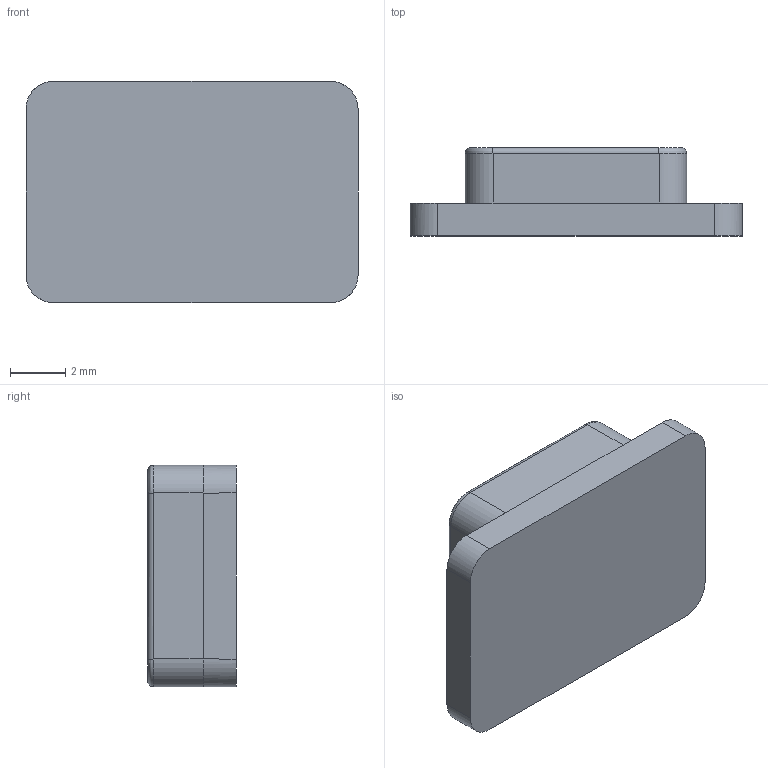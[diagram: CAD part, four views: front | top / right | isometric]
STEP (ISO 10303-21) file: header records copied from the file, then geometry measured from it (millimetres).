
FILE_DESCRIPTION(/* description */ (''),/* implementation_level */ '2;1');
FILE_NAME(/* name */ 'S10E-MODEL-C-SWITCH',/* time_stamp */ '2023-08-31T16:21:36+08:00',/* author */ (''),/* organization */ (''),/* preprocessor_version */ 'ST-DEVELOPER v16.5',/* originating_system */ 'Rhino 7.26',/* authorisation */ '');
FILE_SCHEMA (('AUTOMOTIVE_DESIGN'));
Length unit declared in the file: millimetre
Products named in the file (1): Document
Bounding box: 12 x 3.19 x 8 mm (x, y, z)
Volume: 239.2 mm3; surface area: 293.8 mm2
Topology: 1 solids, 1 shells, 28 faces, 66 edges, 40 vertices
Faces by surface type: plane 12, cylinder 12, bspline 4
Entity records: 715 total; most frequent: CARTESIAN_POINT 262, ORIENTED_EDGE 132, EDGE_CURVE 66, VERTEX_POINT 40, B_SPLINE_CURVE_WITH_KNOTS 34, ADVANCED_FACE 28, FACE_OUTER_BOUND 28, EDGE_LOOP 28
